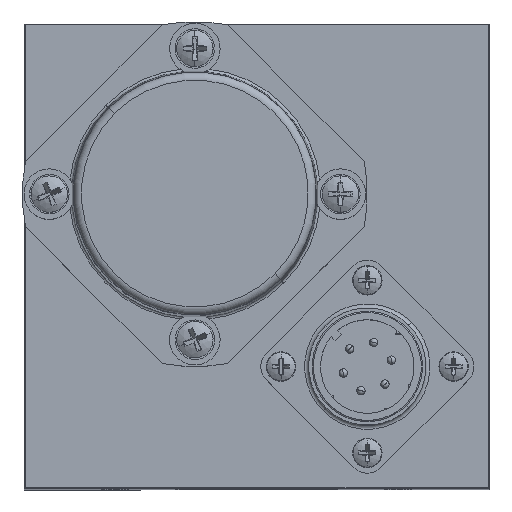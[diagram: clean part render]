
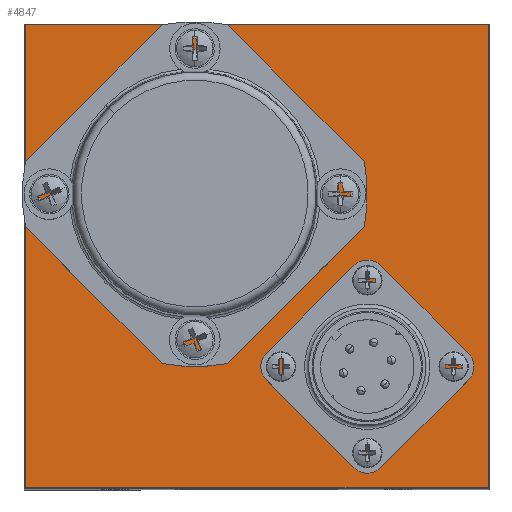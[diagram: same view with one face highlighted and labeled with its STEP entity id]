
A CAD part, top view. The second image highlights one B-rep face of the part: STEP entity #4847.
In plain terms, the highlighted planar face has unit normal (0, 0, 1).
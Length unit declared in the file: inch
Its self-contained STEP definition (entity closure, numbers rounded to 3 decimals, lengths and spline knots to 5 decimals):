
#832 = DIRECTION ( 'NONE',  ( 0., 0., 1. ) ) ;
#1088 = CIRCLE ( 'NONE', #3815, 0.4375 ) ;
#1106 = CARTESIAN_POINT ( 'NONE',  ( 0.3825, -0.82, 5.986 ) ) ;
#1146 = LINE ( 'NONE', #2414, #4800 ) ;
#1522 = VECTOR ( 'NONE', #10892, 39.37008 ) ;
#2087 = EDGE_LOOP ( 'NONE', ( #19708, #3031 ) ) ;
#2270 = ORIENTED_EDGE ( 'NONE', *, *, #5792, .T. ) ;
#2414 = CARTESIAN_POINT ( 'NONE',  ( 1.7175, -1.7175, 5.986 ) ) ;
#2446 = DIRECTION ( 'NONE',  ( -1., 0., 0. ) ) ;
#2977 = FACE_OUTER_BOUND ( 'NONE', #8483, .T. ) ;
#3031 = ORIENTED_EDGE ( 'NONE', *, *, #9003, .F. ) ;
#3426 = VERTEX_POINT ( 'NONE', #7746 ) ;
#3511 = DIRECTION ( 'NONE',  ( 1., 0., 0. ) ) ;
#3689 = CARTESIAN_POINT ( 'NONE',  ( -0.46, 0.46, 5.986 ) ) ;
#3815 = AXIS2_PLACEMENT_3D ( 'NONE', #16576, #7319, #18129 ) ;
#3944 = VERTEX_POINT ( 'NONE', #18991 ) ;
#4310 = VERTEX_POINT ( 'NONE', #10631 ) ;
#4327 = CARTESIAN_POINT ( 'NONE',  ( -1.7175, 1.7175, 5.986 ) ) ;
#4800 = VECTOR ( 'NONE', #16375, 39.37008 ) ;
#4847 = ADVANCED_FACE ( 'NONE', ( #7148, #18993, #2977 ), #8164, .T. ) ;
#5251 = DIRECTION ( 'NONE',  ( 1., 0., 0. ) ) ;
#5454 = VECTOR ( 'NONE', #10778, 39.37008 ) ;
#5762 = VERTEX_POINT ( 'NONE', #12378 ) ;
#5792 = EDGE_CURVE ( 'NONE', #11334, #5762, #9790, .T. ) ;
#6330 = EDGE_CURVE ( 'NONE', #5762, #3426, #13653, .T. ) ;
#7093 = CARTESIAN_POINT ( 'NONE',  ( 1.7175, 1.7175, 5.986 ) ) ;
#7148 = FACE_BOUND ( 'NONE', #2087, .T. ) ;
#7167 = AXIS2_PLACEMENT_3D ( 'NONE', #18186, #8929, #19751 ) ;
#7319 = DIRECTION ( 'NONE',  ( 0., 0., 1. ) ) ;
#7452 = VERTEX_POINT ( 'NONE', #1106 ) ;
#7746 = CARTESIAN_POINT ( 'NONE',  ( 1.7175, -1.7175, 5.986 ) ) ;
#8164 = PLANE ( 'NONE',  #17843 ) ;
#8200 = CARTESIAN_POINT ( 'NONE',  ( 1.7175, 1.7175, 5.986 ) ) ;
#8483 = EDGE_LOOP ( 'NONE', ( #2270, #12577, #12351, #14243 ) ) ;
#8929 = DIRECTION ( 'NONE',  ( 0., 0., 1. ) ) ;
#9003 = EDGE_CURVE ( 'NONE', #7452, #3944, #10200, .T. ) ;
#9471 = EDGE_CURVE ( 'NONE', #16687, #11334, #11147, .T. ) ;
#9706 = ORIENTED_EDGE ( 'NONE', *, *, #18088, .F. ) ;
#9790 = LINE ( 'NONE', #18614, #1522 ) ;
#10144 = CARTESIAN_POINT ( 'NONE',  ( -0.46, 0.46, 5.986 ) ) ;
#10200 = CIRCLE ( 'NONE', #7167, 0.4375 ) ;
#10373 = AXIS2_PLACEMENT_3D ( 'NONE', #10144, #832, #11696 ) ;
#10631 = CARTESIAN_POINT ( 'NONE',  ( -0.335, 0.46, 5.986 ) ) ;
#10778 = DIRECTION ( 'NONE',  ( 1., 0., 0. ) ) ;
#10892 = DIRECTION ( 'NONE',  ( 0., -1., 0. ) ) ;
#10994 = EDGE_CURVE ( 'NONE', #3426, #16687, #1146, .T. ) ;
#11001 = EDGE_LOOP ( 'NONE', ( #18606, #9706 ) ) ;
#11147 = LINE ( 'NONE', #7093, #11641 ) ;
#11334 = VERTEX_POINT ( 'NONE', #4327 ) ;
#11641 = VECTOR ( 'NONE', #2446, 39.37008 ) ;
#11696 = DIRECTION ( 'NONE',  ( 1., 0., 0. ) ) ;
#12351 = ORIENTED_EDGE ( 'NONE', *, *, #10994, .T. ) ;
#12378 = CARTESIAN_POINT ( 'NONE',  ( -1.7175, -1.7175, 5.986 ) ) ;
#12577 = ORIENTED_EDGE ( 'NONE', *, *, #6330, .T. ) ;
#12601 = EDGE_CURVE ( 'NONE', #3944, #7452, #1088, .T. ) ;
#12798 = DIRECTION ( 'NONE',  ( 0., 0., 1. ) ) ;
#13346 = CIRCLE ( 'NONE', #16223, 0.125 ) ;
#13653 = LINE ( 'NONE', #15448, #5454 ) ;
#13814 = CIRCLE ( 'NONE', #10373, 0.125 ) ;
#14243 = ORIENTED_EDGE ( 'NONE', *, *, #9471, .T. ) ;
#14504 = DIRECTION ( 'NONE',  ( 0., 0., 1. ) ) ;
#15448 = CARTESIAN_POINT ( 'NONE',  ( 1.7175, -1.7175, 5.986 ) ) ;
#15693 = VERTEX_POINT ( 'NONE', #16337 ) ;
#15847 = CARTESIAN_POINT ( 'NONE',  ( -1.7175, 1.7175, 5.986 ) ) ;
#16223 = AXIS2_PLACEMENT_3D ( 'NONE', #3689, #14504, #5251 ) ;
#16337 = CARTESIAN_POINT ( 'NONE',  ( -0.585, 0.46, 5.986 ) ) ;
#16375 = DIRECTION ( 'NONE',  ( 0., 1., 0. ) ) ;
#16576 = CARTESIAN_POINT ( 'NONE',  ( 0.82, -0.82, 5.986 ) ) ;
#16687 = VERTEX_POINT ( 'NONE', #8200 ) ;
#17843 = AXIS2_PLACEMENT_3D ( 'NONE', #15847, #12798, #3511 ) ;
#18088 = EDGE_CURVE ( 'NONE', #15693, #4310, #13814, .T. ) ;
#18129 = DIRECTION ( 'NONE',  ( 1., 0., 0. ) ) ;
#18186 = CARTESIAN_POINT ( 'NONE',  ( 0.82, -0.82, 5.986 ) ) ;
#18447 = EDGE_CURVE ( 'NONE', #4310, #15693, #13346, .T. ) ;
#18606 = ORIENTED_EDGE ( 'NONE', *, *, #18447, .F. ) ;
#18614 = CARTESIAN_POINT ( 'NONE',  ( -1.7175, -1.7175, 5.986 ) ) ;
#18991 = CARTESIAN_POINT ( 'NONE',  ( 1.2575, -0.82, 5.986 ) ) ;
#18993 = FACE_BOUND ( 'NONE', #11001, .T. ) ;
#19708 = ORIENTED_EDGE ( 'NONE', *, *, #12601, .F. ) ;
#19751 = DIRECTION ( 'NONE',  ( 1., 0., 0. ) ) ;
